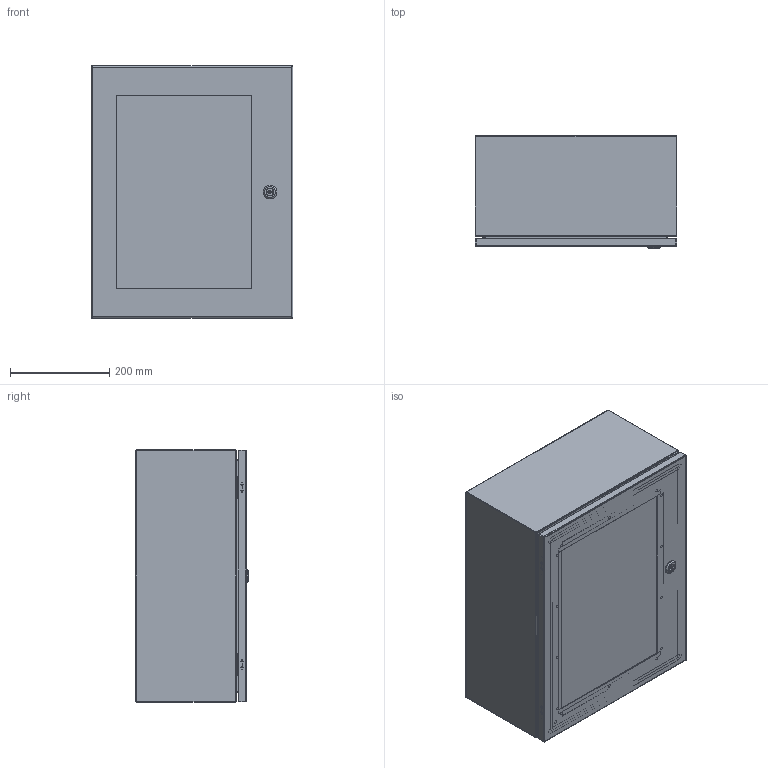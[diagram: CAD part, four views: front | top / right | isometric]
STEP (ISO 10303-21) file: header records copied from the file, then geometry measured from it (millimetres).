
FILE_DESCRIPTION (( 'STEP AP203' ), '1' );
FILE_NAME ('EN4SD20168WGY_Default.step', '2019-11-14T20:47:04', ( '' ), ( '' ), 'SwSTEP 2.0', 'SolidWorks 2019', '' );
FILE_SCHEMA (( 'CONFIG_CONTROL_DESIGN' ));
Length unit declared in the file: inch
Products named in the file (1): EN4SD20168WGY_Default
Bounding box: 406.4 x 228.14 x 508 mm (x, y, z)
Volume: 2040244.1 mm3; surface area: 1993777 mm2
Topology: 58 solids, 59 shells, 1197 faces, 2585 edges, 1538 vertices
Faces by surface type: plane 594, cylinder 369, cone 114, bspline 96, torus 24
Entity records: 36101 total; most frequent: CARTESIAN_POINT 10481, DIRECTION 5358, ORIENTED_EDGE 5142, EDGE_CURVE 2571, AXIS2_PLACEMENT_3D 2033, VERTEX_POINT 1538, EDGE_LOOP 1323, LINE 1292
